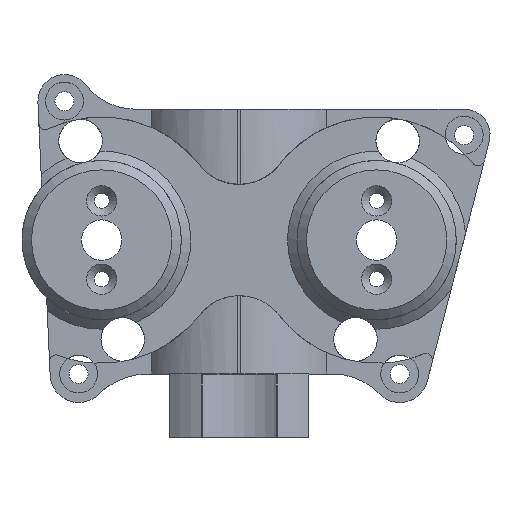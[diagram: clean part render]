
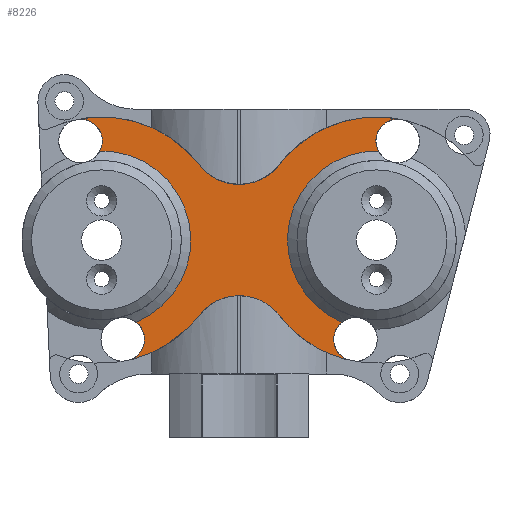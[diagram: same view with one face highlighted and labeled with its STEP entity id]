
A CAD part, top view. The second image highlights one B-rep face of the part: STEP entity #8226.
In plain terms, the highlighted planar face has unit normal (0, 0, 1).
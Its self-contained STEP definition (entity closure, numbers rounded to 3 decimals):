
#462=PLANE('',#8589);
#879=FACE_OUTER_BOUND('',#1354,.T.);
#1354=EDGE_LOOP('',(#7594,#7595,#7596,#7597,#7598,#7599,#7600,#7601,#7602,
#7603,#7604,#7605,#7606,#7607));
#3095=CIRCLE('',#8439,14.1);
#3096=CIRCLE('',#8441,14.1);
#3106=CIRCLE('',#8468,19.5);
#3107=CIRCLE('',#8470,8.);
#3110=CIRCLE('',#8474,19.5);
#3117=CIRCLE('',#8484,19.5);
#3119=CIRCLE('',#8487,8.);
#3121=CIRCLE('',#8490,19.5);
#3163=CIRCLE('',#8563,3.45);
#3167=CIRCLE('',#8571,3.45);
#3168=CIRCLE('',#8572,3.45);
#3170=CIRCLE('',#8575,3.45);
#3174=CIRCLE('',#8583,3.45);
#3176=CIRCLE('',#8585,3.45);
#3818=VERTEX_POINT('',#15615);
#3821=VERTEX_POINT('',#15626);
#3822=VERTEX_POINT('',#15635);
#3823=VERTEX_POINT('',#15646);
#3824=VERTEX_POINT('',#15655);
#3876=VERTEX_POINT('',#16277);
#3877=VERTEX_POINT('',#16282);
#3882=VERTEX_POINT('',#16303);
#3924=VERTEX_POINT('',#16848);
#3925=VERTEX_POINT('',#16850);
#3927=VERTEX_POINT('',#16856);
#3929=VERTEX_POINT('',#16862);
#4006=VERTEX_POINT('',#17253);
#4010=VERTEX_POINT('',#17273);
#4939=EDGE_CURVE('',#3821,#3822,#3095,.T.);
#4942=EDGE_CURVE('',#3823,#3824,#3096,.T.);
#5025=EDGE_CURVE('',#3818,#3876,#3106,.T.);
#5028=EDGE_CURVE('',#3876,#3877,#3107,.T.);
#5034=EDGE_CURVE('',#3877,#3882,#3110,.T.);
#5093=EDGE_CURVE('',#3925,#3924,#3117,.T.);
#5097=EDGE_CURVE('',#3924,#3927,#3119,.T.);
#5100=EDGE_CURVE('',#3927,#3929,#3121,.T.);
#5216=EDGE_CURVE('',#3823,#3925,#3163,.T.);
#5223=EDGE_CURVE('',#3821,#4006,#3167,.T.);
#5224=EDGE_CURVE('',#4006,#3818,#3168,.T.);
#5227=EDGE_CURVE('',#3882,#3824,#3170,.T.);
#5234=EDGE_CURVE('',#3929,#4010,#3174,.T.);
#5236=EDGE_CURVE('',#4010,#3822,#3176,.T.);
#7594=ORIENTED_EDGE('',*,*,#4939,.F.);
#7595=ORIENTED_EDGE('',*,*,#5223,.T.);
#7596=ORIENTED_EDGE('',*,*,#5224,.T.);
#7597=ORIENTED_EDGE('',*,*,#5025,.T.);
#7598=ORIENTED_EDGE('',*,*,#5028,.T.);
#7599=ORIENTED_EDGE('',*,*,#5034,.T.);
#7600=ORIENTED_EDGE('',*,*,#5227,.T.);
#7601=ORIENTED_EDGE('',*,*,#4942,.F.);
#7602=ORIENTED_EDGE('',*,*,#5216,.T.);
#7603=ORIENTED_EDGE('',*,*,#5093,.T.);
#7604=ORIENTED_EDGE('',*,*,#5097,.T.);
#7605=ORIENTED_EDGE('',*,*,#5100,.T.);
#7606=ORIENTED_EDGE('',*,*,#5234,.T.);
#7607=ORIENTED_EDGE('',*,*,#5236,.T.);
#8226=ADVANCED_FACE('',(#879),#462,.T.);
#8439=AXIS2_PLACEMENT_3D('',#15636,#9352,#9353);
#8441=AXIS2_PLACEMENT_3D('',#15656,#9356,#9357);
#8468=AXIS2_PLACEMENT_3D('',#16279,#9444,#9445);
#8470=AXIS2_PLACEMENT_3D('',#16284,#9450,#9451);
#8474=AXIS2_PLACEMENT_3D('',#16305,#9460,#9461);
#8484=AXIS2_PLACEMENT_3D('',#16851,#9501,#9502);
#8487=AXIS2_PLACEMENT_3D('',#16858,#9509,#9510);
#8490=AXIS2_PLACEMENT_3D('',#16864,#9516,#9517);
#8563=AXIS2_PLACEMENT_3D('',#17241,#9727,#9728);
#8571=AXIS2_PLACEMENT_3D('',#17255,#9746,#9747);
#8572=AXIS2_PLACEMENT_3D('',#17256,#9748,#9749);
#8575=AXIS2_PLACEMENT_3D('',#17261,#9755,#9756);
#8583=AXIS2_PLACEMENT_3D('',#17275,#9774,#9775);
#8585=AXIS2_PLACEMENT_3D('',#17277,#9778,#9779);
#8589=AXIS2_PLACEMENT_3D('',#17282,#9787,#9788);
#9352=DIRECTION('center_axis',(0.,0.,1.));
#9353=DIRECTION('ref_axis',(-1.,0.,0.));
#9356=DIRECTION('center_axis',(0.,0.,1.));
#9357=DIRECTION('ref_axis',(1.,0.,0.));
#9444=DIRECTION('center_axis',(0.,0.,1.));
#9445=DIRECTION('ref_axis',(1.,0.,0.));
#9450=DIRECTION('center_axis',(0.,0.,-1.));
#9451=DIRECTION('ref_axis',(-0.791,-0.612,0.));
#9460=DIRECTION('center_axis',(0.,0.,1.));
#9461=DIRECTION('ref_axis',(1.,0.,0.));
#9501=DIRECTION('center_axis',(0.,0.,1.));
#9502=DIRECTION('ref_axis',(1.,0.,0.));
#9509=DIRECTION('center_axis',(0.,0.,-1.));
#9510=DIRECTION('ref_axis',(0.791,0.612,0.));
#9516=DIRECTION('center_axis',(0.,0.,1.));
#9517=DIRECTION('ref_axis',(1.,0.,0.));
#9727=DIRECTION('center_axis',(0.,0.,-1.));
#9728=DIRECTION('ref_axis',(1.,0.,0.));
#9746=DIRECTION('center_axis',(0.,0.,-1.));
#9747=DIRECTION('ref_axis',(1.,0.,0.));
#9748=DIRECTION('center_axis',(0.,0.,-1.));
#9749=DIRECTION('ref_axis',(1.,0.,0.));
#9755=DIRECTION('center_axis',(0.,0.,-1.));
#9756=DIRECTION('ref_axis',(1.,0.,0.));
#9774=DIRECTION('center_axis',(0.,0.,-1.));
#9775=DIRECTION('ref_axis',(1.,0.,0.));
#9778=DIRECTION('center_axis',(0.,0.,-1.));
#9779=DIRECTION('ref_axis',(1.,0.,0.));
#9787=DIRECTION('center_axis',(0.,0.,1.));
#9788=DIRECTION('ref_axis',(1.,0.,0.));
#15615=CARTESIAN_POINT('',(25.804,19.074,4.));
#15626=CARTESIAN_POINT('',(22.032,14.097,4.));
#15635=CARTESIAN_POINT('',(16.273,-12.993,4.));
#15636=CARTESIAN_POINT('Origin',(21.75,0.,4.));
#15646=CARTESIAN_POINT('',(-16.273,-12.993,4.));
#15655=CARTESIAN_POINT('',(-22.032,14.097,4.));
#15656=CARTESIAN_POINT('Origin',(-21.75,0.,4.));
#16277=CARTESIAN_POINT('',(6.327,11.933,4.));
#16279=CARTESIAN_POINT('Origin',(21.75,0.,4.));
#16282=CARTESIAN_POINT('',(-6.327,11.933,4.));
#16284=CARTESIAN_POINT('Origin',(0.,16.828,
4.));
#16303=CARTESIAN_POINT('',(-25.804,19.074,4.));
#16305=CARTESIAN_POINT('Origin',(-21.75,0.,4.));
#16848=CARTESIAN_POINT('',(-6.327,-11.933,4.));
#16850=CARTESIAN_POINT('',(-17.696,-19.074,4.));
#16851=CARTESIAN_POINT('Origin',(-21.75,0.,4.));
#16856=CARTESIAN_POINT('',(6.327,-11.933,4.));
#16858=CARTESIAN_POINT('Origin',(0.,-16.828,
4.));
#16862=CARTESIAN_POINT('',(17.696,-19.074,4.));
#16864=CARTESIAN_POINT('Origin',(21.75,0.,4.));
#17241=CARTESIAN_POINT('Origin',(-18.413,-15.699,4.));
#17253=CARTESIAN_POINT('',(21.637,15.699,4.));
#17255=CARTESIAN_POINT('Origin',(25.087,15.699,4.));
#17256=CARTESIAN_POINT('Origin',(25.087,15.699,4.));
#17261=CARTESIAN_POINT('Origin',(-25.087,15.699,4.));
#17273=CARTESIAN_POINT('',(14.963,-15.699,4.));
#17275=CARTESIAN_POINT('Origin',(18.413,-15.699,4.));
#17277=CARTESIAN_POINT('Origin',(18.413,-15.699,4.));
#17282=CARTESIAN_POINT('Origin',(-25.087,15.699,4.));
